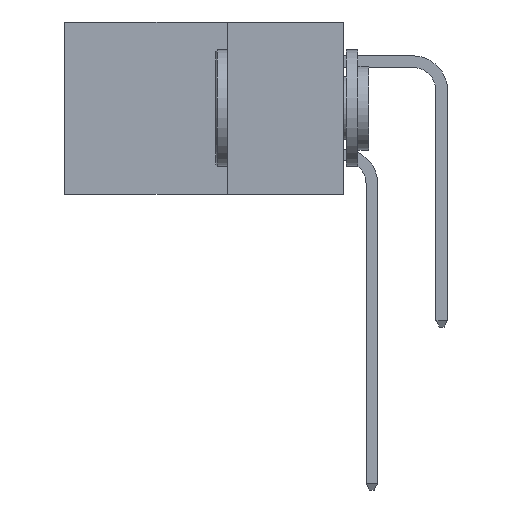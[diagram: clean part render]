
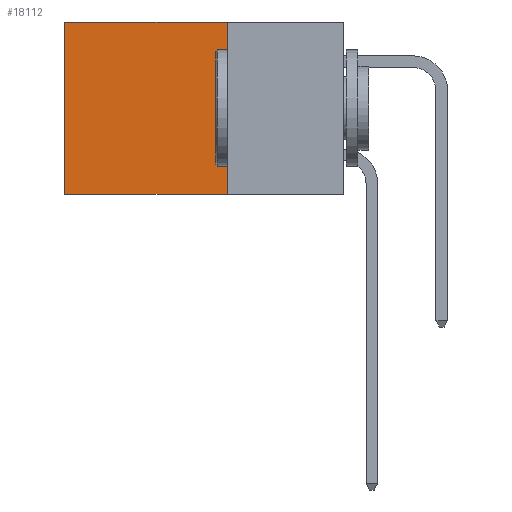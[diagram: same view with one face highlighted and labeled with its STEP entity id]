
A CAD part, left-side view. The second image highlights one B-rep face of the part: STEP entity #18112.
In plain terms, the highlighted planar face has unit normal (-1, 0, 0).
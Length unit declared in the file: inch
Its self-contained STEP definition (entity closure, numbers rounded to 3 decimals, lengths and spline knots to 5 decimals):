
#248 = ORIENTED_EDGE ( 'NONE', *, *, #8024, .T. ) ;
#545 = CARTESIAN_POINT ( 'NONE',  ( 0.2615, 0.25, -0.37 ) ) ;
#593 = DIRECTION ( 'NONE',  ( 0., 0., -1. ) ) ;
#687 = ORIENTED_EDGE ( 'NONE', *, *, #3596, .F. ) ;
#1608 = VERTEX_POINT ( 'NONE', #18077 ) ;
#1752 = DIRECTION ( 'NONE',  ( 0., 0., -1. ) ) ;
#1837 = DIRECTION ( 'NONE',  ( 0., 1., 0. ) ) ;
#1949 = CARTESIAN_POINT ( 'NONE',  ( 0.2615, 0.25, -0.37 ) ) ;
#2477 = ORIENTED_EDGE ( 'NONE', *, *, #6686, .T. ) ;
#2875 = LINE ( 'NONE', #10549, #7032 ) ;
#3596 = EDGE_CURVE ( 'NONE', #4161, #12677, #12875, .T. ) ;
#4161 = VERTEX_POINT ( 'NONE', #12221 ) ;
#4460 = VERTEX_POINT ( 'NONE', #5078 ) ;
#4587 = EDGE_CURVE ( 'NONE', #12677, #1608, #10313, .T. ) ;
#4798 = VECTOR ( 'NONE', #593, 39.37008 ) ;
#4830 = CARTESIAN_POINT ( 'NONE',  ( 0.2615, 0.25, -0.37 ) ) ;
#5078 = CARTESIAN_POINT ( 'NONE',  ( 0.2615, 0.6, 0. ) ) ;
#5842 = FACE_OUTER_BOUND ( 'NONE', #18483, .T. ) ;
#5931 = ORIENTED_EDGE ( 'NONE', *, *, #4587, .F. ) ;
#5997 = DIRECTION ( 'NONE',  ( 0., 1., 0. ) ) ;
#6099 = VECTOR ( 'NONE', #14188, 39.37008 ) ;
#6248 = VECTOR ( 'NONE', #1837, 39.37008 ) ;
#6686 = EDGE_CURVE ( 'NONE', #4460, #1608, #14564, .T. ) ;
#7032 = VECTOR ( 'NONE', #5997, 39.37008 ) ;
#8024 = EDGE_CURVE ( 'NONE', #4161, #4460, #2875, .T. ) ;
#8565 = CARTESIAN_POINT ( 'NONE',  ( 0.2615, 0.25, -0.37 ) ) ;
#9463 = PLANE ( 'NONE',  #16676 ) ;
#10313 = LINE ( 'NONE', #1949, #6248 ) ;
#10549 = CARTESIAN_POINT ( 'NONE',  ( 0.2615, 0.25, 0. ) ) ;
#10978 = DIRECTION ( 'NONE',  ( 1., 0., 0. ) ) ;
#12221 = CARTESIAN_POINT ( 'NONE',  ( 0.2615, 0.25, 0. ) ) ;
#12677 = VERTEX_POINT ( 'NONE', #8565 ) ;
#12875 = LINE ( 'NONE', #545, #4798 ) ;
#14090 = CARTESIAN_POINT ( 'NONE',  ( 0.2615, 0.6, -0.37 ) ) ;
#14188 = DIRECTION ( 'NONE',  ( 0., 0., -1. ) ) ;
#14564 = LINE ( 'NONE', #14090, #6099 ) ;
#16676 = AXIS2_PLACEMENT_3D ( 'NONE', #4830, #10978, #1752 ) ;
#18077 = CARTESIAN_POINT ( 'NONE',  ( 0.2615, 0.6, -0.37 ) ) ;
#18112 = ADVANCED_FACE ( 'NONE', ( #5842 ), #9463, .F. ) ;
#18483 = EDGE_LOOP ( 'NONE', ( #2477, #5931, #687, #248 ) ) ;
